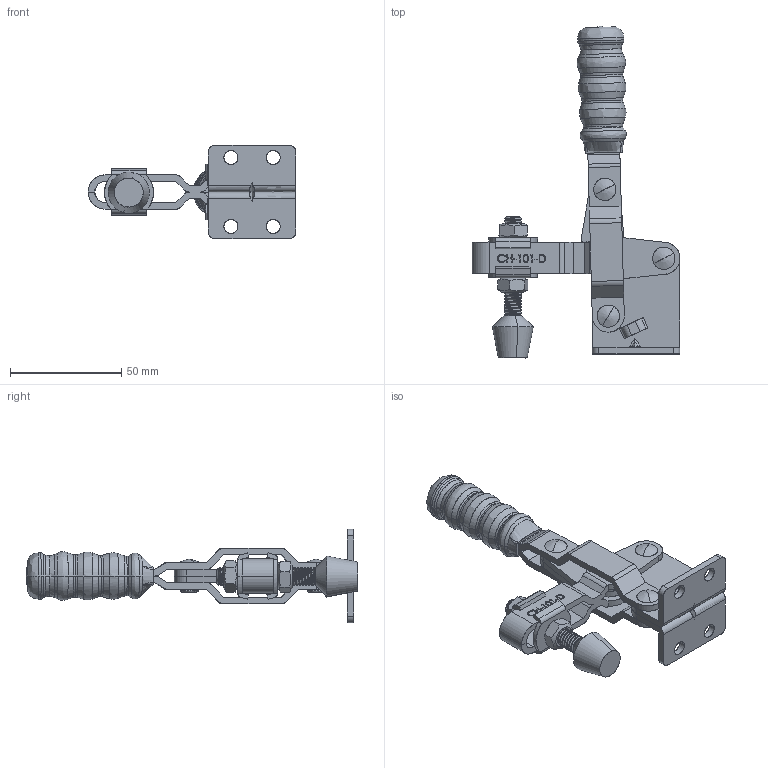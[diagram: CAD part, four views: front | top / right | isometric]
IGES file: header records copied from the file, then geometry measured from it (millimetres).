
Start section: SolidWorks IGES file using analytic representation for surfaces
Global section: file name: GP1207UO.IGS; native system: SolidWorks 2019; preprocessor: SolidWorks 2019; author: Engenharia; date: 210203.155320; units: millimetre
Bounding box: 93.42 x 149.26 x 42 mm (x, y, z)
Surface area: 49197.7 mm2 (no closed solid volume)
Topology: 0 solids, 0 shells, 853 faces, 12444 edges, 12426 vertices
Faces by surface type: bspline 541, revolution 312
